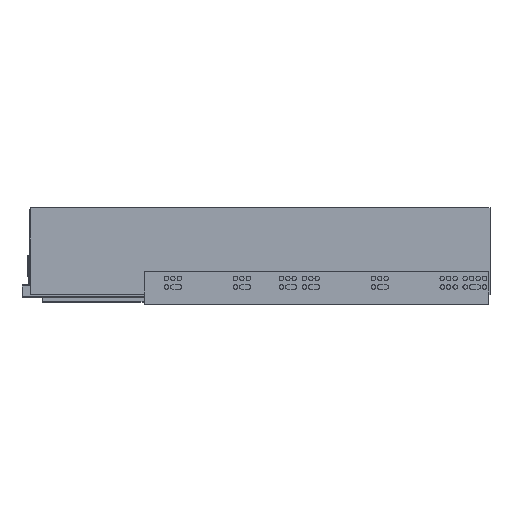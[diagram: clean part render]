
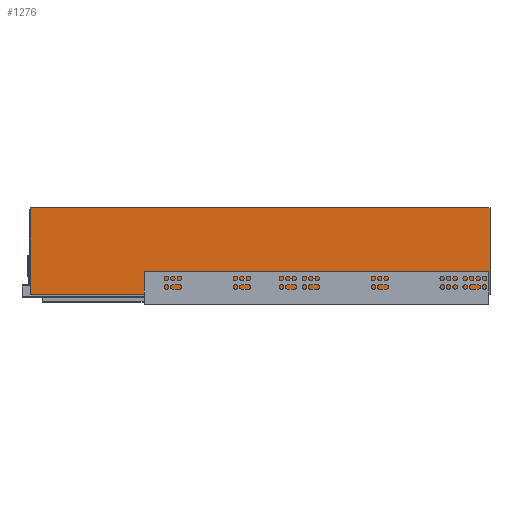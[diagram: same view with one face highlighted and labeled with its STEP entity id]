
A CAD part, top view. The second image highlights one B-rep face of the part: STEP entity #1276.
In plain terms, the highlighted planar face has unit normal (0, 0, 1).
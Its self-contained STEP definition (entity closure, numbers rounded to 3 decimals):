
#183 = CARTESIAN_POINT ( 'NONE',  ( -640., 121., 30.4 ) ) ;
#291 = EDGE_LOOP ( 'NONE', ( #2916, #3145, #1324, #4168 ) ) ;
#539 = DIRECTION ( 'NONE',  ( 0., 0., 1. ) ) ;
#547 = DIRECTION ( 'NONE',  ( 1., 0., 0. ) ) ;
#1276 = ADVANCED_FACE ( 'NONE', ( #2868 ), #7896, .T. ) ;
#1324 = ORIENTED_EDGE ( 'NONE', *, *, #6621, .F. ) ;
#1676 = CARTESIAN_POINT ( 'NONE',  ( -640., 0., 30.4 ) ) ;
#1763 = CARTESIAN_POINT ( 'NONE',  ( 0., 0., 30.4 ) ) ;
#1785 = CARTESIAN_POINT ( 'NONE',  ( -640., 121., 30.4 ) ) ;
#2300 = CARTESIAN_POINT ( 'NONE',  ( -640., 0., 30.4 ) ) ;
#2401 = CARTESIAN_POINT ( 'NONE',  ( 0., 121., 30.4 ) ) ;
#2445 = CARTESIAN_POINT ( 'NONE',  ( -640., 0., 30.4 ) ) ;
#2573 = EDGE_CURVE ( 'NONE', #6201, #6781, #7443, .T. ) ;
#2719 = VECTOR ( 'NONE', #547, 1000. ) ;
#2868 = FACE_OUTER_BOUND ( 'NONE', #291, .T. ) ;
#2916 = ORIENTED_EDGE ( 'NONE', *, *, #3331, .T. ) ;
#2952 = VERTEX_POINT ( 'NONE', #8130 ) ;
#3145 = ORIENTED_EDGE ( 'NONE', *, *, #2573, .F. ) ;
#3331 = EDGE_CURVE ( 'NONE', #2952, #6781, #4334, .T. ) ;
#3688 = DIRECTION ( 'NONE',  ( 1., 0., 0. ) ) ;
#3699 = LINE ( 'NONE', #1676, #2719 ) ;
#3766 = DIRECTION ( 'NONE',  ( -1., 0., 0. ) ) ;
#3779 = VECTOR ( 'NONE', #7204, 1000. ) ;
#4168 = ORIENTED_EDGE ( 'NONE', *, *, #6320, .T. ) ;
#4334 = LINE ( 'NONE', #1763, #7549 ) ;
#4657 = CARTESIAN_POINT ( 'NONE',  ( -640., 0., 30.4 ) ) ;
#4754 = VERTEX_POINT ( 'NONE', #2300 ) ;
#5630 = VECTOR ( 'NONE', #3688, 1000. ) ;
#6201 = VERTEX_POINT ( 'NONE', #183 ) ;
#6320 = EDGE_CURVE ( 'NONE', #4754, #2952, #3699, .T. ) ;
#6553 = LINE ( 'NONE', #4657, #3779 ) ;
#6621 = EDGE_CURVE ( 'NONE', #4754, #6201, #6553, .T. ) ;
#6781 = VERTEX_POINT ( 'NONE', #2401 ) ;
#7204 = DIRECTION ( 'NONE',  ( 0., 1., 0. ) ) ;
#7443 = LINE ( 'NONE', #1785, #5630 ) ;
#7549 = VECTOR ( 'NONE', #8078, 1000. ) ;
#7704 = AXIS2_PLACEMENT_3D ( 'NONE', #2445, #539, #3766 ) ;
#7896 = PLANE ( 'NONE',  #7704 ) ;
#8078 = DIRECTION ( 'NONE',  ( 0., 1., 0. ) ) ;
#8130 = CARTESIAN_POINT ( 'NONE',  ( 0., 0., 30.4 ) ) ;
